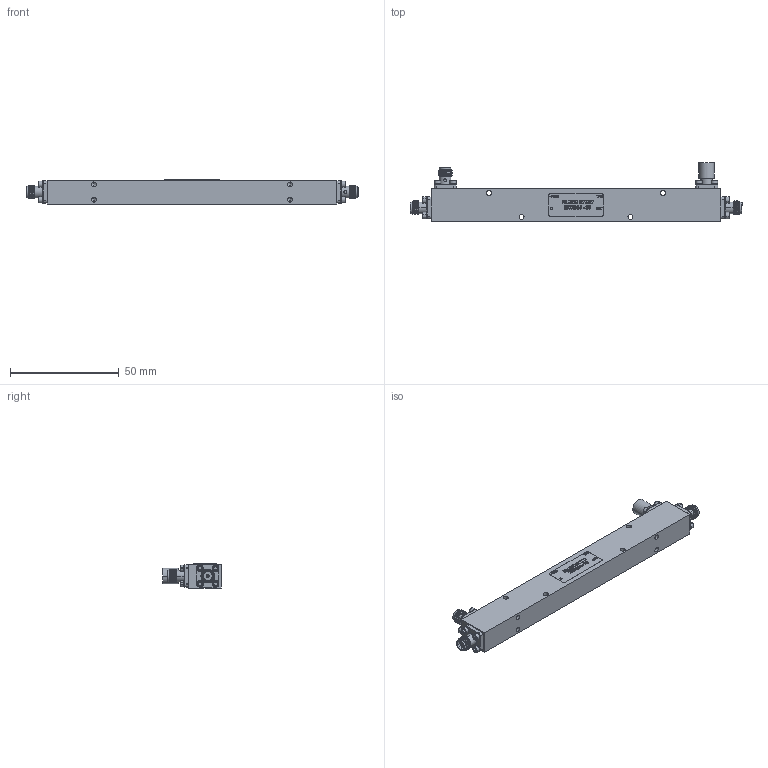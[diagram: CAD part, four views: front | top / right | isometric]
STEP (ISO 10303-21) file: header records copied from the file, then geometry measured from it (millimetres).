
FILE_DESCRIPTION (( 'STEP AP203' ), '1' );
FILE_NAME ('PE2CP003-20.step', '2018-09-17T22:33:28', ( '' ), ( '' ), 'SwSTEP 2.0', 'SolidWorks 2017', '' );
FILE_SCHEMA (( 'CONFIG_CONTROL_DESIGN' ));
Products named in the file (1): PE2CP003-20
Bounding box: 152.4 x 26.94 x 11.05 mm (x, y, z)
Volume: 23349.3 mm3; surface area: 10520 mm2
Topology: 2 solids, 23 shells, 1551 faces, 3890 edges, 2483 vertices
Faces by surface type: cylinder 531, plane 504, bspline 288, cone 220, torus 8
Entity records: 73505 total; most frequent: CARTESIAN_POINT 40151, ORIENTED_EDGE 7764, DIRECTION 5731, EDGE_CURVE 3882, VERTEX_POINT 2483, AXIS2_PLACEMENT_3D 2026, EDGE_LOOP 1705, LINE 1679
